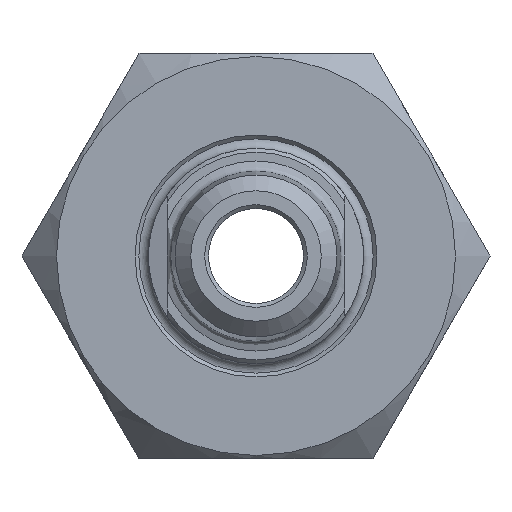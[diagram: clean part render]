
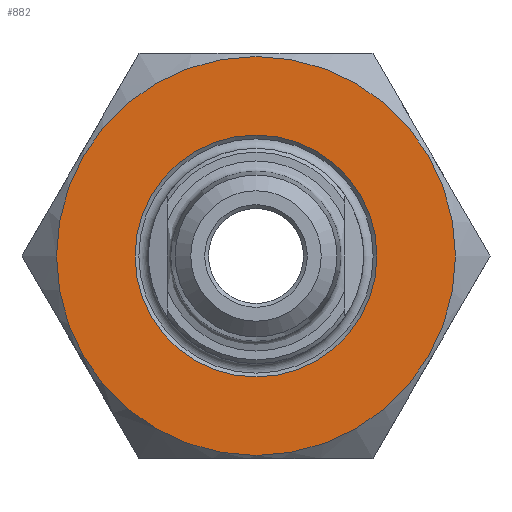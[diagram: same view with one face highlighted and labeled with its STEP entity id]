
A CAD part, left-side view. The second image highlights one B-rep face of the part: STEP entity #882.
In plain terms, the highlighted planar face has unit normal (-1, 0, 0).
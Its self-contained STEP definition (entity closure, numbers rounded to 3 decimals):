
#50=FACE_BOUND('',#153,.T.);
#68=PLANE('',#1021);
#96=FACE_OUTER_BOUND('',#152,.T.);
#152=EDGE_LOOP('',(#642));
#153=EDGE_LOOP('',(#643));
#307=CIRCLE('',#1002,15.75);
#314=CIRCLE('',#1016,9.55);
#387=VERTEX_POINT('',#1490);
#393=VERTEX_POINT('',#1516);
#475=EDGE_CURVE('',#387,#387,#307,.T.);
#487=EDGE_CURVE('',#393,#393,#314,.T.);
#642=ORIENTED_EDGE('',*,*,#475,.T.);
#643=ORIENTED_EDGE('',*,*,#487,.F.);
#882=ADVANCED_FACE('',(#96,#50),#68,.T.);
#1002=AXIS2_PLACEMENT_3D('',#1492,#1141,#1142);
#1016=AXIS2_PLACEMENT_3D('',#1517,#1174,#1175);
#1021=AXIS2_PLACEMENT_3D('',#1527,#1186,#1187);
#1141=DIRECTION('center_axis',(-1.,0.,0.));
#1142=DIRECTION('ref_axis',(0.,1.,0.));
#1174=DIRECTION('center_axis',(-1.,0.,0.));
#1175=DIRECTION('ref_axis',(0.,0.,-1.));
#1186=DIRECTION('center_axis',(-1.,0.,0.));
#1187=DIRECTION('ref_axis',(0.,0.,1.));
#1490=CARTESIAN_POINT('',(-13.5,-15.75,0.));
#1492=CARTESIAN_POINT('Origin',(-13.5,0.,0.));
#1516=CARTESIAN_POINT('',(-13.5,0.,9.55));
#1517=CARTESIAN_POINT('Origin',(-13.5,0.,0.));
#1527=CARTESIAN_POINT('Origin',(-13.5,0.,0.));
